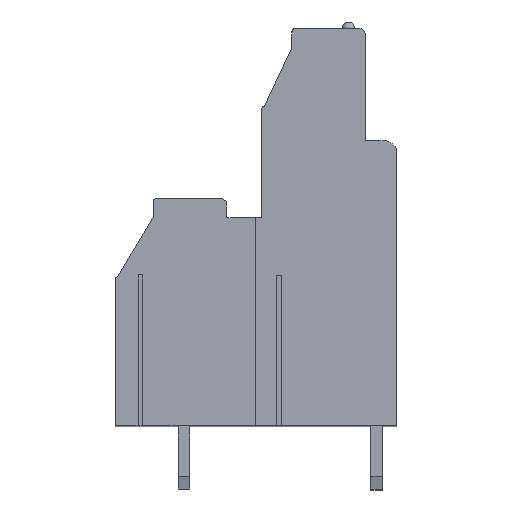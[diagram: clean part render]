
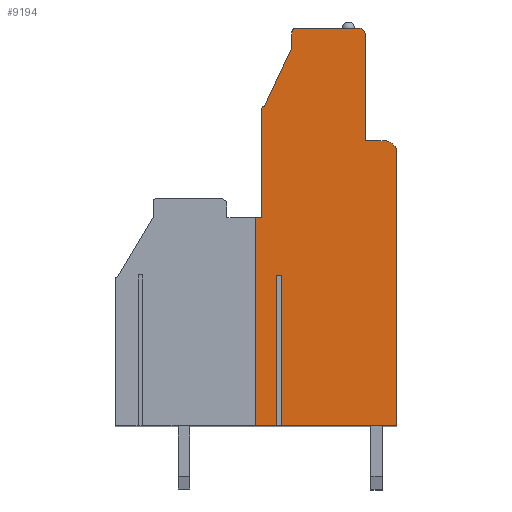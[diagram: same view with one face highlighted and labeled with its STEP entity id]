
A CAD part, top view. The second image highlights one B-rep face of the part: STEP entity #9194.
In plain terms, the highlighted planar face has unit normal (0, 0, 1).
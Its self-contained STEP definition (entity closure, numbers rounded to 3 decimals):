
#13=DIRECTION('',(0.,-1.,0.));
#14=VECTOR('',#13,8.6);
#15=CARTESIAN_POINT('',(-5.15,8.6,43.18));
#16=LINE('',#15,#14);
#17=CARTESIAN_POINT('',(-4.95,8.6,43.18));
#18=DIRECTION('',(0.,0.,1.));
#19=DIRECTION('',(0.,1.,0.));
#20=AXIS2_PLACEMENT_3D('',#17,#18,#19);
#22=DIRECTION('',(-0.424,-0.906,0.));
#23=VECTOR('',#22,5.189);
#24=CARTESIAN_POINT('',(-2.75,13.5,43.18));
#25=LINE('',#24,#23);
#26=DIRECTION('',(0.,-1.,0.));
#27=VECTOR('',#26,1.2);
#28=CARTESIAN_POINT('',(-2.75,14.7,43.18));
#29=LINE('',#28,#27);
#30=CARTESIAN_POINT('',(-2.45,14.7,43.18));
#31=DIRECTION('',(0.,0.,1.));
#32=DIRECTION('',(0.,1.,0.));
#33=AXIS2_PLACEMENT_3D('',#30,#31,#32);
#35=DIRECTION('',(-1.,0.,0.));
#36=VECTOR('',#35,5.);
#37=CARTESIAN_POINT('',(2.55,15.,43.18));
#38=LINE('',#37,#36);
#39=CARTESIAN_POINT('',(2.55,14.5,43.18));
#40=DIRECTION('',(0.,0.,1.));
#41=DIRECTION('',(1.,0.,0.));
#42=AXIS2_PLACEMENT_3D('',#39,#40,#41);
#44=DIRECTION('',(0.,1.,0.));
#45=VECTOR('',#44,8.4);
#46=CARTESIAN_POINT('',(3.05,6.1,43.18));
#47=LINE('',#46,#45);
#48=DIRECTION('',(-1.,0.,0.));
#49=VECTOR('',#48,1.5);
#50=CARTESIAN_POINT('',(4.55,6.1,43.18));
#51=LINE('',#50,#49);
#52=CARTESIAN_POINT('',(4.55,5.1,43.18));
#53=DIRECTION('',(0.,0.,1.));
#54=DIRECTION('',(1.,0.,0.));
#55=AXIS2_PLACEMENT_3D('',#52,#53,#54);
#57=DIRECTION('',(0.,1.,0.));
#58=VECTOR('',#57,21.6);
#59=CARTESIAN_POINT('',(5.55,-16.5,43.18));
#60=LINE('',#59,#58);
#61=DIRECTION('',(0.,1.,0.));
#62=VECTOR('',#61,11.95);
#63=CARTESIAN_POINT('',(-3.56,-16.5,43.18));
#64=LINE('',#63,#62);
#65=DIRECTION('',(-1.,0.,0.));
#66=VECTOR('',#65,0.38);
#67=CARTESIAN_POINT('',(-3.56,-4.55,43.18));
#68=LINE('',#67,#66);
#69=DIRECTION('',(0.,1.,0.));
#70=VECTOR('',#69,11.95);
#71=CARTESIAN_POINT('',(-3.94,-16.5,43.18));
#72=LINE('',#71,#70);
#77=DIRECTION('',(0.,-1.,0.));
#78=VECTOR('',#77,16.5);
#79=CARTESIAN_POINT('',(-5.65,0.,43.18));
#80=LINE('',#79,#78);
#174=DIRECTION('',(1.,0.,0.));
#175=VECTOR('',#174,1.71);
#176=CARTESIAN_POINT('',(-5.65,-16.5,43.18));
#177=LINE('',#176,#175);
#200=DIRECTION('',(1.,0.,0.));
#201=VECTOR('',#200,9.11);
#202=CARTESIAN_POINT('',(-3.56,-16.5,43.18));
#203=LINE('',#202,#201);
#890=DIRECTION('',(-1.,0.,0.));
#891=VECTOR('',#890,0.5);
#892=CARTESIAN_POINT('',(-5.15,0.,43.18));
#893=LINE('',#892,#891);
#7059=CARTESIAN_POINT('',(5.55,-16.5,43.18));
#7060=CARTESIAN_POINT('',(5.55,5.1,43.18));
#7061=VERTEX_POINT('',#7059);
#7062=VERTEX_POINT('',#7060);
#7063=CARTESIAN_POINT('',(4.55,6.1,43.18));
#7064=VERTEX_POINT('',#7063);
#7065=CARTESIAN_POINT('',(3.05,6.1,43.18));
#7066=VERTEX_POINT('',#7065);
#7067=CARTESIAN_POINT('',(3.05,14.5,43.18));
#7068=VERTEX_POINT('',#7067);
#7069=CARTESIAN_POINT('',(2.55,15.,43.18));
#7070=VERTEX_POINT('',#7069);
#7071=CARTESIAN_POINT('',(-2.45,15.,43.18));
#7072=VERTEX_POINT('',#7071);
#7073=CARTESIAN_POINT('',(-2.75,14.7,43.18));
#7074=VERTEX_POINT('',#7073);
#7075=CARTESIAN_POINT('',(-2.75,13.5,43.18));
#7076=VERTEX_POINT('',#7075);
#7077=CARTESIAN_POINT('',(-4.95,8.8,43.18));
#7078=VERTEX_POINT('',#7077);
#7079=CARTESIAN_POINT('',(-5.15,8.6,43.18));
#7080=VERTEX_POINT('',#7079);
#7081=CARTESIAN_POINT('',(-5.15,0.,43.18));
#7082=VERTEX_POINT('',#7081);
#7127=CARTESIAN_POINT('',(-3.56,-4.55,43.18));
#7128=CARTESIAN_POINT('',(-3.94,-4.55,43.18));
#7129=VERTEX_POINT('',#7127);
#7130=VERTEX_POINT('',#7128);
#7131=CARTESIAN_POINT('',(-3.94,-16.5,43.18));
#7132=VERTEX_POINT('',#7131);
#7133=CARTESIAN_POINT('',(-3.56,-16.5,43.18));
#7134=VERTEX_POINT('',#7133);
#7301=CARTESIAN_POINT('',(-5.65,-16.5,43.18));
#7303=VERTEX_POINT('',#7301);
#7305=CARTESIAN_POINT('',(-5.65,0.,43.18));
#7306=VERTEX_POINT('',#7305);
#9151=CARTESIAN_POINT('',(0.,0.,43.18));
#9152=DIRECTION('',(0.,0.,1.));
#9153=DIRECTION('',(1.,0.,0.));
#9154=AXIS2_PLACEMENT_3D('',#9151,#9152,#9153);
#9155=PLANE('',#9154);
#9157=ORIENTED_EDGE('',*,*,#9156,.F.);
#9159=ORIENTED_EDGE('',*,*,#9158,.F.);
#9161=ORIENTED_EDGE('',*,*,#9160,.F.);
#9163=ORIENTED_EDGE('',*,*,#9162,.F.);
#9165=ORIENTED_EDGE('',*,*,#9164,.F.);
#9167=ORIENTED_EDGE('',*,*,#9166,.F.);
#9169=ORIENTED_EDGE('',*,*,#9168,.F.);
#9171=ORIENTED_EDGE('',*,*,#9170,.F.);
#9173=ORIENTED_EDGE('',*,*,#9172,.F.);
#9175=ORIENTED_EDGE('',*,*,#9174,.F.);
#9177=ORIENTED_EDGE('',*,*,#9176,.F.);
#9179=ORIENTED_EDGE('',*,*,#9178,.F.);
#9181=ORIENTED_EDGE('',*,*,#9180,.F.);
#9183=ORIENTED_EDGE('',*,*,#9182,.F.);
#9185=ORIENTED_EDGE('',*,*,#9184,.T.);
#9187=ORIENTED_EDGE('',*,*,#9186,.T.);
#9189=ORIENTED_EDGE('',*,*,#9188,.F.);
#9191=ORIENTED_EDGE('',*,*,#9190,.F.);
#9192=EDGE_LOOP('',(#9157,#9159,#9161,#9163,#9165,#9167,#9169,#9171,#9173,#9175,
#9177,#9179,#9181,#9183,#9185,#9187,#9189,#9191));
#9193=FACE_OUTER_BOUND('',#9192,.F.);
#21=CIRCLE('',#20,0.2);
#34=CIRCLE('',#33,0.3);
#43=CIRCLE('',#42,0.5);
#56=CIRCLE('',#55,1.);
#9156=EDGE_CURVE('',#7306,#7303,#80,.T.);
#9158=EDGE_CURVE('',#7082,#7306,#893,.T.);
#9160=EDGE_CURVE('',#7080,#7082,#16,.T.);
#9162=EDGE_CURVE('',#7078,#7080,#21,.T.);
#9164=EDGE_CURVE('',#7076,#7078,#25,.T.);
#9166=EDGE_CURVE('',#7074,#7076,#29,.T.);
#9168=EDGE_CURVE('',#7072,#7074,#34,.T.);
#9170=EDGE_CURVE('',#7070,#7072,#38,.T.);
#9172=EDGE_CURVE('',#7068,#7070,#43,.T.);
#9174=EDGE_CURVE('',#7066,#7068,#47,.T.);
#9176=EDGE_CURVE('',#7064,#7066,#51,.T.);
#9178=EDGE_CURVE('',#7062,#7064,#56,.T.);
#9180=EDGE_CURVE('',#7061,#7062,#60,.T.);
#9182=EDGE_CURVE('',#7134,#7061,#203,.T.);
#9184=EDGE_CURVE('',#7134,#7129,#64,.T.);
#9186=EDGE_CURVE('',#7129,#7130,#68,.T.);
#9188=EDGE_CURVE('',#7132,#7130,#72,.T.);
#9190=EDGE_CURVE('',#7303,#7132,#177,.T.);
#9194=ADVANCED_FACE('',(#9193),#9155,.T.);
